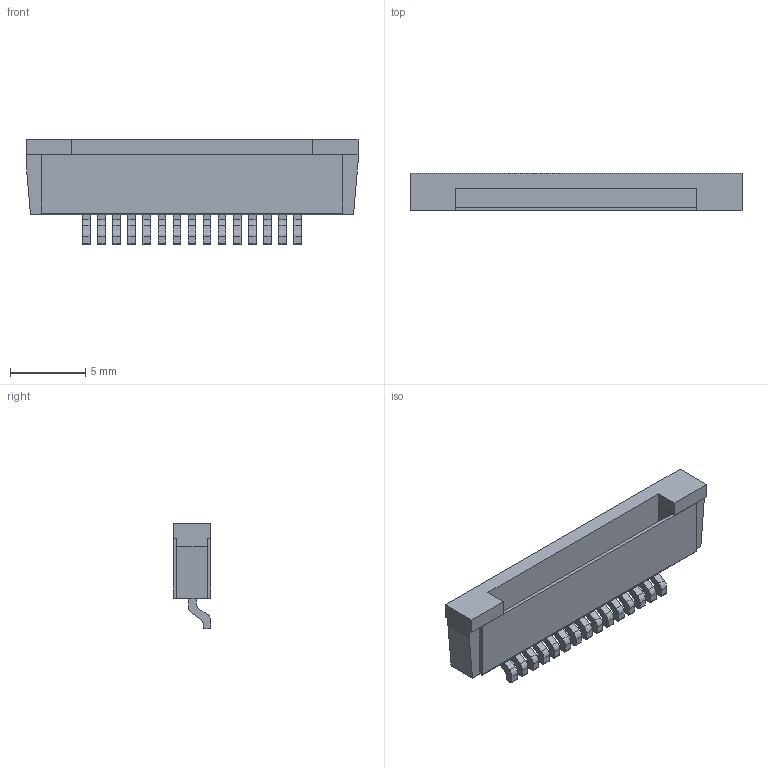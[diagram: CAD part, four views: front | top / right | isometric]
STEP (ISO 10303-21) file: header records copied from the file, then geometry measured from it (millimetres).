
FILE_DESCRIPTION (( 'STEP AP214' ), '1' );
FILE_NAME ('15 Pin Ribbon Block Assem.STEP', '2018-10-12T16:58:45', ( '' ), ( '' ), 'SwSTEP 2.0', 'SolidWorks 2018', '' );
FILE_SCHEMA (( 'AUTOMOTIVE_DESIGN' ));
Length unit declared in the file: millimetre
Products named in the file (3): Ribbon Clamp; 15 Pin Ribbon Block; 15 Pin Ribbon Block Assem
Assembly tree (2 placements, depth 2):
  15 Pin Ribbon Block Assem
    15 Pin Ribbon Block
    Ribbon Clamp
Bounding box: 22 x 2.5 x 7 mm (x, y, z)
Volume: 197.5 mm3; surface area: 774.2 mm2
Topology: 2 solids, 2 shells, 276 faces, 766 edges, 510 vertices
Faces by surface type: plane 182, cylinder 94
Entity records: 11594 total; most frequent: CARTESIAN_POINT 1557, ORIENTED_EDGE 1532, DIRECTION 1516, EDGE_CURVE 766, LINE 578, VECTOR 578, VERTEX_POINT 510, AXIS2_PLACEMENT_3D 469
